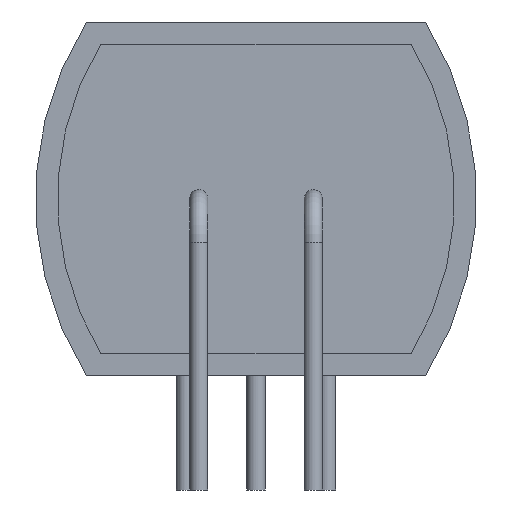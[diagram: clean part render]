
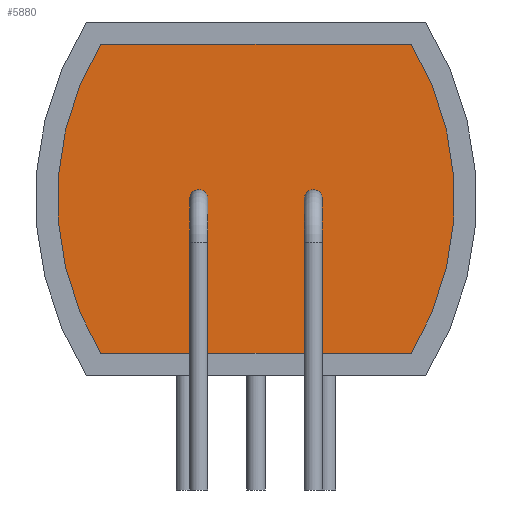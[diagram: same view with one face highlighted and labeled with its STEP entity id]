
A CAD part, left-side view. The second image highlights one B-rep face of the part: STEP entity #5880.
In plain terms, the highlighted planar face has unit normal (-1, 0, 0).
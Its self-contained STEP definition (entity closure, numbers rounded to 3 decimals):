
#5450 = VERTEX_POINT('',#5451);
#5451 = CARTESIAN_POINT('',(-4.99,-3.522,0.6));
#5457 = EDGE_CURVE('',#5450,#5458,#5460,.T.);
#5458 = VERTEX_POINT('',#5459);
#5459 = CARTESIAN_POINT('',(-4.99,-3.522,7.6));
#5460 = CIRCLE('',#5461,6.75);
#5461 = AXIS2_PLACEMENT_3D('',#5462,#5463,#5464);
#5462 = CARTESIAN_POINT('',(-4.99,2.25,4.1));
#5463 = DIRECTION('',(-1.,0.,0.));
#5464 = DIRECTION('',(0.,0.,-1.));
#5482 = EDGE_CURVE('',#5458,#5483,#5485,.T.);
#5483 = VERTEX_POINT('',#5484);
#5484 = CARTESIAN_POINT('',(-4.99,3.522,7.6));
#5485 = LINE('',#5486,#5487);
#5486 = CARTESIAN_POINT('',(-4.99,-3.522,7.6));
#5487 = VECTOR('',#5488,1.);
#5488 = DIRECTION('',(0.,1.,0.));
#5506 = EDGE_CURVE('',#5483,#5507,#5509,.T.);
#5507 = VERTEX_POINT('',#5508);
#5508 = CARTESIAN_POINT('',(-4.99,3.522,0.6));
#5509 = CIRCLE('',#5510,6.75);
#5510 = AXIS2_PLACEMENT_3D('',#5511,#5512,#5513);
#5511 = CARTESIAN_POINT('',(-4.99,-2.25,4.1));
#5512 = DIRECTION('',(-1.,0.,0.));
#5513 = DIRECTION('',(0.,0.,-1.));
#5531 = EDGE_CURVE('',#5450,#5507,#5532,.T.);
#5532 = LINE('',#5533,#5534);
#5533 = CARTESIAN_POINT('',(-4.99,-3.522,0.6));
#5534 = VECTOR('',#5535,1.);
#5535 = DIRECTION('',(0.,1.,0.));
#5880 = ADVANCED_FACE('',(#5881,#5887,#5898),#5909,.T.);
#5881 = FACE_BOUND('',#5882,.T.);
#5882 = EDGE_LOOP('',(#5883,#5884,#5885,#5886));
#5883 = ORIENTED_EDGE('',*,*,#5457,.T.);
#5884 = ORIENTED_EDGE('',*,*,#5482,.T.);
#5885 = ORIENTED_EDGE('',*,*,#5506,.T.);
#5886 = ORIENTED_EDGE('',*,*,#5531,.F.);
#5887 = FACE_BOUND('',#5888,.T.);
#5888 = EDGE_LOOP('',(#5889));
#5889 = ORIENTED_EDGE('',*,*,#5890,.F.);
#5890 = EDGE_CURVE('',#5891,#5891,#5893,.T.);
#5891 = VERTEX_POINT('',#5892);
#5892 = CARTESIAN_POINT('',(-4.99,1.3,3.893));
#5893 = CIRCLE('',#5894,0.208);
#5894 = AXIS2_PLACEMENT_3D('',#5895,#5896,#5897);
#5895 = CARTESIAN_POINT('',(-4.99,1.3,4.1));
#5896 = DIRECTION('',(-1.,0.,0.));
#5897 = DIRECTION('',(0.,0.,-1.));
#5898 = FACE_BOUND('',#5899,.T.);
#5899 = EDGE_LOOP('',(#5900));
#5900 = ORIENTED_EDGE('',*,*,#5901,.F.);
#5901 = EDGE_CURVE('',#5902,#5902,#5904,.T.);
#5902 = VERTEX_POINT('',#5903);
#5903 = CARTESIAN_POINT('',(-4.99,-1.3,3.893));
#5904 = CIRCLE('',#5905,0.208);
#5905 = AXIS2_PLACEMENT_3D('',#5906,#5907,#5908);
#5906 = CARTESIAN_POINT('',(-4.99,-1.3,4.1));
#5907 = DIRECTION('',(-1.,0.,0.));
#5908 = DIRECTION('',(0.,0.,-1.));
#5909 = PLANE('',#5910);
#5910 = AXIS2_PLACEMENT_3D('',#5911,#5912,#5913);
#5911 = CARTESIAN_POINT('',(-4.99,0.,4.1));
#5912 = DIRECTION('',(-1.,0.,0.));
#5913 = DIRECTION('',(0.,1.,0.));
